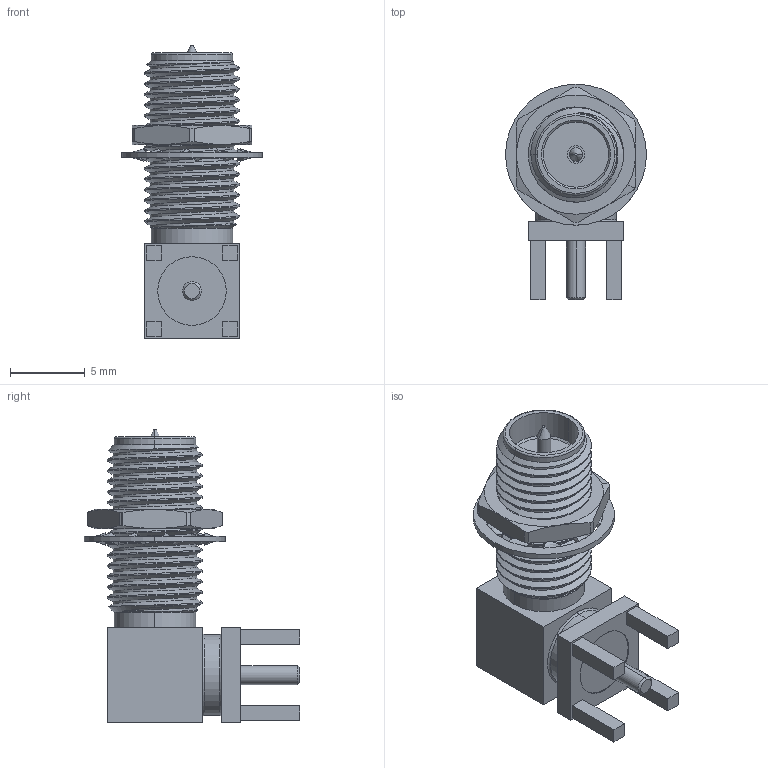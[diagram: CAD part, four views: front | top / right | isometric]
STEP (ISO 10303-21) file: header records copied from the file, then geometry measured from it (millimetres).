
FILE_DESCRIPTION (( 'STEP AP203' ), '1' );
FILE_NAME ('PE4875.step', '2018-11-14T17:13:47', ( '' ), ( '' ), 'SwSTEP 2.0', 'SolidWorks 2017', '' );
FILE_SCHEMA (( 'CONFIG_CONTROL_DESIGN' ));
Length unit declared in the file: inch
Products named in the file (1): PE4875
Bounding box: 9.4 x 14.35 x 19.56 mm (x, y, z)
Volume: 711.1 mm3; surface area: 1003.8 mm2
Topology: 3 solids, 3 shells, 214 faces, 599 edges, 403 vertices
Faces by surface type: cylinder 71, plane 60, bspline 46, cone 31, torus 6
Entity records: 10009 total; most frequent: CARTESIAN_POINT 4898, ORIENTED_EDGE 1198, DIRECTION 862, EDGE_CURVE 599, VERTEX_POINT 403, AXIS2_PLACEMENT_3D 308, VECTOR 246, LINE 246
